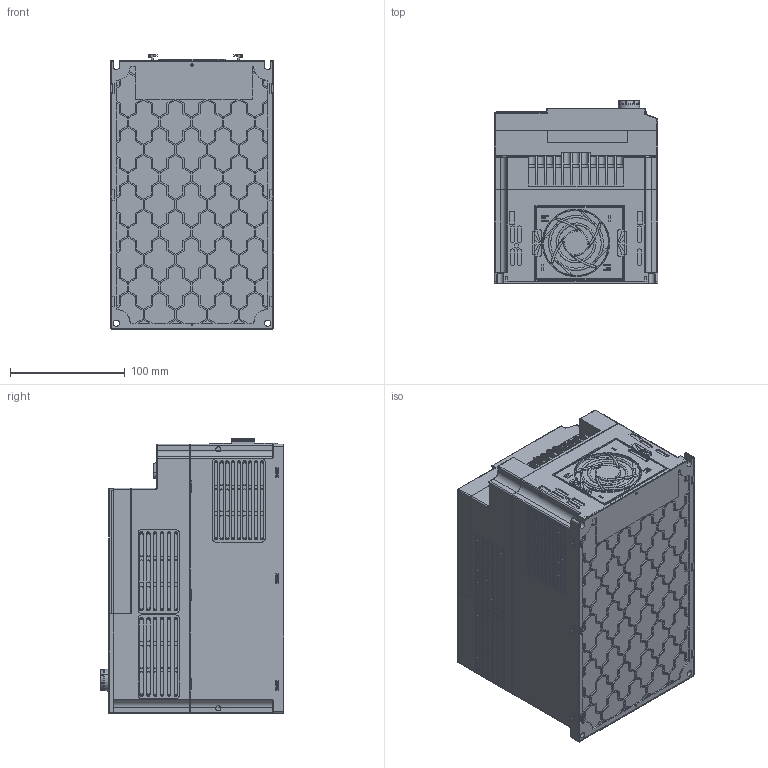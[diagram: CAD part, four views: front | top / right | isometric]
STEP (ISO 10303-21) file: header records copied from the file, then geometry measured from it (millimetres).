
FILE_DESCRIPTION (( 'STEP AP214' ), '1' );
FILE_NAME ('FC-430-B_2.STEP', '2025-03-28T07:50:42', ( '' ), ( '' ), 'SwSTEP 2.0', 'SolidWorks 2023', '' );
FILE_SCHEMA (( 'AUTOMOTIVE_DESIGN' ));
Products named in the file (1): FC-430-B_2
Bounding box: 143 x 160.15 x 240 mm (x, y, z)
Volume: 4579170.5 mm3; surface area: 272047.8 mm2
Topology: 1 solids, 34 shells, 5502 faces, 14784 edges, 9516 vertices
Faces by surface type: plane 3213, cylinder 1456, bspline 334, torus 317, cone 111, sphere 71
Entity records: 194459 total; most frequent: CARTESIAN_POINT 57781, ORIENTED_EDGE 29508, DIRECTION 27086, EDGE_CURVE 14754, VECTOR 10048, LINE 10048, VERTEX_POINT 9514, AXIS2_PLACEMENT_3D 8519
